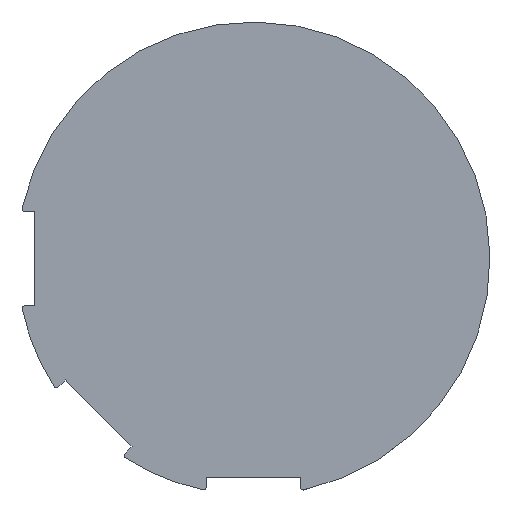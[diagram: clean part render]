
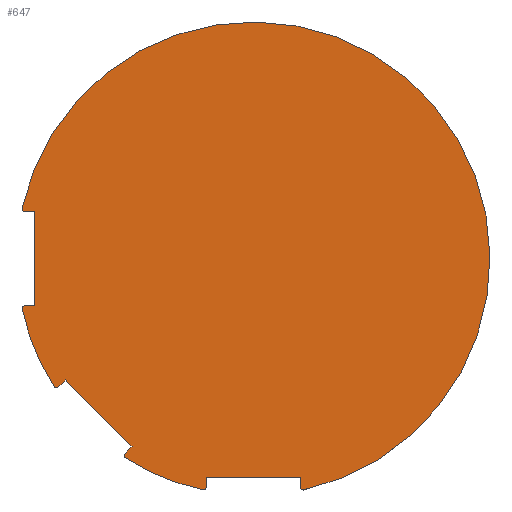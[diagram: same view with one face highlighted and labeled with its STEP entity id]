
A CAD part, top view. The second image highlights one B-rep face of the part: STEP entity #647.
In plain terms, the highlighted planar face has unit normal (0, 0, 1).
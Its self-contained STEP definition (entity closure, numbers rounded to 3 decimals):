
#52 = VERTEX_POINT('',#53);
#53 = CARTESIAN_POINT('',(-84.101,-54.102,1.619));
#59 = EDGE_CURVE('',#52,#60,#62,.T.);
#60 = VERTEX_POINT('',#61);
#61 = CARTESIAN_POINT('',(-82.553,-54.268,1.619));
#62 = CIRCLE('',#63,0.999);
#63 = AXIS2_PLACEMENT_3D('',#64,#65,#66);
#64 = CARTESIAN_POINT('',(-83.26,-53.563,1.619));
#65 = DIRECTION('',(0.,0.,1.));
#66 = DIRECTION('',(-0.842,-0.54,0.));
#92 = EDGE_CURVE('',#60,#93,#95,.T.);
#93 = VERTEX_POINT('',#94);
#94 = CARTESIAN_POINT('',(-79.55,-51.265,1.619));
#95 = LINE('',#96,#97);
#96 = CARTESIAN_POINT('',(-82.553,-54.268,1.619));
#97 = VECTOR('',#98,1.);
#98 = DIRECTION('',(0.707,0.707,0.));
#123 = EDGE_CURVE('',#93,#124,#126,.T.);
#124 = VERTEX_POINT('',#125);
#125 = CARTESIAN_POINT('',(-51.265,-79.55,1.619));
#126 = LINE('',#127,#128);
#127 = CARTESIAN_POINT('',(-79.55,-51.265,1.619));
#128 = VECTOR('',#129,1.);
#129 = DIRECTION('',(0.707,-0.707,0.));
#154 = EDGE_CURVE('',#124,#155,#157,.T.);
#155 = VERTEX_POINT('',#156);
#156 = CARTESIAN_POINT('',(-54.268,-82.553,1.619));
#157 = LINE('',#158,#159);
#158 = CARTESIAN_POINT('',(-51.265,-79.55,1.619));
#159 = VECTOR('',#160,1.);
#160 = DIRECTION('',(-0.707,-0.707,0.));
#185 = EDGE_CURVE('',#155,#186,#188,.T.);
#186 = VERTEX_POINT('',#187);
#187 = CARTESIAN_POINT('',(-54.102,-84.101,1.619));
#188 = CIRCLE('',#189,0.999);
#189 = AXIS2_PLACEMENT_3D('',#190,#191,#192);
#190 = CARTESIAN_POINT('',(-53.563,-83.26,1.619));
#191 = DIRECTION('',(0.,0.,1.));
#192 = DIRECTION('',(-0.706,0.708,0.));
#218 = EDGE_CURVE('',#186,#219,#221,.T.);
#219 = VERTEX_POINT('',#220);
#220 = CARTESIAN_POINT('',(-21.212,-97.724,1.619));
#221 = CIRCLE('',#222,99.995);
#222 = AXIS2_PLACEMENT_3D('',#223,#224,#225);
#223 = CARTESIAN_POINT('',(-0.003,-0.004,
    1.619));
#224 = DIRECTION('',(0.,0.,1.));
#225 = DIRECTION('',(-0.541,-0.841,0.));
#251 = EDGE_CURVE('',#219,#252,#254,.T.);
#252 = VERTEX_POINT('',#253);
#253 = CARTESIAN_POINT('',(-20.,-96.747,1.619));
#254 = CIRCLE('',#255,0.999);
#255 = AXIS2_PLACEMENT_3D('',#256,#257,#258);
#256 = CARTESIAN_POINT('',(-20.999,-96.748,1.619));
#257 = DIRECTION('',(0.,0.,1.));
#258 = DIRECTION('',(-0.214,-0.977,0.));
#284 = EDGE_CURVE('',#252,#285,#287,.T.);
#285 = VERTEX_POINT('',#286);
#286 = CARTESIAN_POINT('',(-20.,-92.5,1.619));
#287 = LINE('',#288,#289);
#288 = CARTESIAN_POINT('',(-20.,-96.747,1.619));
#289 = VECTOR('',#290,1.);
#290 = DIRECTION('',(0.,1.,0.));
#315 = EDGE_CURVE('',#285,#316,#318,.T.);
#316 = VERTEX_POINT('',#317);
#317 = CARTESIAN_POINT('',(20.,-92.5,1.619));
#318 = LINE('',#319,#320);
#319 = CARTESIAN_POINT('',(-20.,-92.5,1.619));
#320 = VECTOR('',#321,1.);
#321 = DIRECTION('',(1.,0.,0.));
#346 = EDGE_CURVE('',#316,#347,#349,.T.);
#347 = VERTEX_POINT('',#348);
#348 = CARTESIAN_POINT('',(20.,-96.747,1.619));
#349 = LINE('',#350,#351);
#350 = CARTESIAN_POINT('',(20.,-92.5,1.619));
#351 = VECTOR('',#352,1.);
#352 = DIRECTION('',(0.,-1.,0.));
#377 = EDGE_CURVE('',#347,#378,#380,.T.);
#378 = VERTEX_POINT('',#379);
#379 = CARTESIAN_POINT('',(21.212,-97.724,1.619));
#380 = CIRCLE('',#381,0.999);
#381 = AXIS2_PLACEMENT_3D('',#382,#383,#384);
#382 = CARTESIAN_POINT('',(20.999,-96.748,1.619));
#383 = DIRECTION('',(0.,0.,1.));
#384 = DIRECTION('',(-1.,0.001,0.));
#410 = EDGE_CURVE('',#378,#411,#413,.T.);
#411 = VERTEX_POINT('',#412);
#412 = CARTESIAN_POINT('',(-97.724,21.212,1.619));
#413 = CIRCLE('',#414,100.);
#414 = AXIS2_PLACEMENT_3D('',#415,#416,#417);
#415 = CARTESIAN_POINT('',(0.,0.,
    1.619));
#416 = DIRECTION('',(0.,0.,1.));
#417 = DIRECTION('',(0.212,-0.977,0.));
#443 = EDGE_CURVE('',#411,#444,#446,.T.);
#444 = VERTEX_POINT('',#445);
#445 = CARTESIAN_POINT('',(-96.747,20.,1.619));
#446 = CIRCLE('',#447,0.999);
#447 = AXIS2_PLACEMENT_3D('',#448,#449,#450);
#448 = CARTESIAN_POINT('',(-96.748,20.999,1.619));
#449 = DIRECTION('',(0.,0.,1.));
#450 = DIRECTION('',(-0.977,0.214,0.));
#476 = EDGE_CURVE('',#444,#477,#479,.T.);
#477 = VERTEX_POINT('',#478);
#478 = CARTESIAN_POINT('',(-92.5,20.,1.619));
#479 = LINE('',#480,#481);
#480 = CARTESIAN_POINT('',(-96.747,20.,1.619));
#481 = VECTOR('',#482,1.);
#482 = DIRECTION('',(1.,0.,0.));
#507 = EDGE_CURVE('',#477,#508,#510,.T.);
#508 = VERTEX_POINT('',#509);
#509 = CARTESIAN_POINT('',(-92.5,-20.,1.619));
#510 = LINE('',#511,#512);
#511 = CARTESIAN_POINT('',(-92.5,20.,1.619));
#512 = VECTOR('',#513,1.);
#513 = DIRECTION('',(0.,-1.,0.));
#538 = EDGE_CURVE('',#508,#539,#541,.T.);
#539 = VERTEX_POINT('',#540);
#540 = CARTESIAN_POINT('',(-96.747,-20.,1.619));
#541 = LINE('',#542,#543);
#542 = CARTESIAN_POINT('',(-92.5,-20.,1.619));
#543 = VECTOR('',#544,1.);
#544 = DIRECTION('',(-1.,0.,0.));
#569 = EDGE_CURVE('',#539,#570,#572,.T.);
#570 = VERTEX_POINT('',#571);
#571 = CARTESIAN_POINT('',(-97.724,-21.212,1.619));
#572 = CIRCLE('',#573,0.999);
#573 = AXIS2_PLACEMENT_3D('',#574,#575,#576);
#574 = CARTESIAN_POINT('',(-96.748,-20.999,1.619));
#575 = DIRECTION('',(0.,0.,1.));
#576 = DIRECTION('',(0.001,1.,0.));
#602 = EDGE_CURVE('',#570,#52,#603,.T.);
#603 = CIRCLE('',#604,99.995);
#604 = AXIS2_PLACEMENT_3D('',#605,#606,#607);
#605 = CARTESIAN_POINT('',(-0.004,-0.003,
    1.619));
#606 = DIRECTION('',(0.,0.,1.));
#607 = DIRECTION('',(-0.977,-0.212,0.));
#647 = ADVANCED_FACE('',(#648),#668,.F.);
#648 = FACE_BOUND('',#649,.T.);
#649 = EDGE_LOOP('',(#650,#651,#652,#653,#654,#655,#656,#657,#658,#659,
    #660,#661,#662,#663,#664,#665,#666,#667));
#650 = ORIENTED_EDGE('',*,*,#59,.T.);
#651 = ORIENTED_EDGE('',*,*,#92,.T.);
#652 = ORIENTED_EDGE('',*,*,#123,.T.);
#653 = ORIENTED_EDGE('',*,*,#154,.T.);
#654 = ORIENTED_EDGE('',*,*,#185,.T.);
#655 = ORIENTED_EDGE('',*,*,#218,.T.);
#656 = ORIENTED_EDGE('',*,*,#251,.T.);
#657 = ORIENTED_EDGE('',*,*,#284,.T.);
#658 = ORIENTED_EDGE('',*,*,#315,.T.);
#659 = ORIENTED_EDGE('',*,*,#346,.T.);
#660 = ORIENTED_EDGE('',*,*,#377,.T.);
#661 = ORIENTED_EDGE('',*,*,#410,.T.);
#662 = ORIENTED_EDGE('',*,*,#443,.T.);
#663 = ORIENTED_EDGE('',*,*,#476,.T.);
#664 = ORIENTED_EDGE('',*,*,#507,.T.);
#665 = ORIENTED_EDGE('',*,*,#538,.T.);
#666 = ORIENTED_EDGE('',*,*,#569,.T.);
#667 = ORIENTED_EDGE('',*,*,#602,.T.);
#668 = PLANE('',#669);
#669 = AXIS2_PLACEMENT_3D('',#670,#671,#672);
#670 = CARTESIAN_POINT('',(-84.101,-54.102,1.619));
#671 = DIRECTION('',(0.,0.,-1.));
#672 = DIRECTION('',(-1.,0.,0.));
